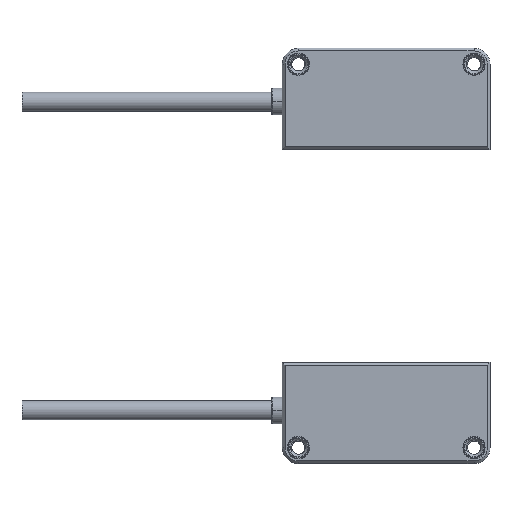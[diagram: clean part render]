
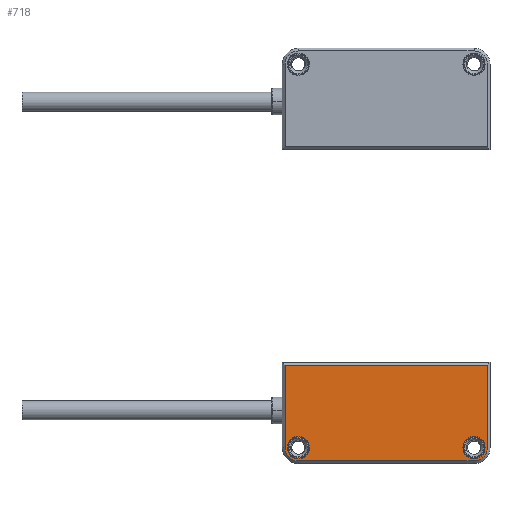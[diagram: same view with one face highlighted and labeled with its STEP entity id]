
A CAD part, top view. The second image highlights one B-rep face of the part: STEP entity #718.
In plain terms, the highlighted planar face has unit normal (0, 0, 1).
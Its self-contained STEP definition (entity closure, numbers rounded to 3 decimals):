
#55=CARTESIAN_POINT('',(-16.5,-6.5,3.));
#56=DIRECTION('',(0.,0.,-1.));
#57=DIRECTION('',(1.,0.,0.));
#58=AXIS2_PLACEMENT_3D('',#55,#56,#57);
#60=CARTESIAN_POINT('',(-16.5,-6.5,3.));
#61=DIRECTION('',(0.,0.,-1.));
#62=DIRECTION('',(-1.,0.,0.));
#63=AXIS2_PLACEMENT_3D('',#60,#61,#62);
#65=CARTESIAN_POINT('',(16.5,-6.5,3.));
#66=DIRECTION('',(0.,0.,-1.));
#67=DIRECTION('',(1.,0.,0.));
#68=AXIS2_PLACEMENT_3D('',#65,#66,#67);
#70=CARTESIAN_POINT('',(16.5,-6.5,3.));
#71=DIRECTION('',(0.,0.,-1.));
#72=DIRECTION('',(-1.,0.,0.));
#73=AXIS2_PLACEMENT_3D('',#70,#71,#72);
#75=DIRECTION('',(0.,1.,0.));
#76=VECTOR('',#75,15.5);
#77=CARTESIAN_POINT('',(19.,-6.5,3.));
#78=LINE('',#77,#76);
#79=CARTESIAN_POINT('',(16.5,-6.5,3.));
#80=DIRECTION('',(0.,0.,1.));
#81=DIRECTION('',(0.,-1.,0.));
#82=AXIS2_PLACEMENT_3D('',#79,#80,#81);
#84=DIRECTION('',(1.,0.,0.));
#85=VECTOR('',#84,33.);
#86=CARTESIAN_POINT('',(-16.5,-9.,3.));
#87=LINE('',#86,#85);
#88=CARTESIAN_POINT('',(-16.5,-6.5,3.));
#89=DIRECTION('',(0.,0.,1.));
#90=DIRECTION('',(-1.,0.,0.));
#91=AXIS2_PLACEMENT_3D('',#88,#89,#90);
#93=DIRECTION('',(0.,-1.,0.));
#94=VECTOR('',#93,15.5);
#95=CARTESIAN_POINT('',(-19.,9.,3.));
#96=LINE('',#95,#94);
#97=DIRECTION('',(-1.,0.,0.));
#98=VECTOR('',#97,38.);
#99=CARTESIAN_POINT('',(19.,9.,3.));
#100=LINE('',#99,#98);
#497=CARTESIAN_POINT('',(-14.6,-6.5,3.));
#498=CARTESIAN_POINT('',(-18.4,-6.5,3.));
#499=VERTEX_POINT('',#497);
#500=VERTEX_POINT('',#498);
#501=CARTESIAN_POINT('',(18.4,-6.5,3.));
#502=CARTESIAN_POINT('',(14.6,-6.5,3.));
#503=VERTEX_POINT('',#501);
#504=VERTEX_POINT('',#502);
#531=CARTESIAN_POINT('',(19.,-6.5,3.));
#532=CARTESIAN_POINT('',(19.,9.,3.));
#533=VERTEX_POINT('',#531);
#534=VERTEX_POINT('',#532);
#535=CARTESIAN_POINT('',(16.5,-9.,3.));
#536=VERTEX_POINT('',#535);
#539=CARTESIAN_POINT('',(-16.5,-9.,3.));
#540=VERTEX_POINT('',#539);
#543=CARTESIAN_POINT('',(-19.,-6.5,3.));
#544=VERTEX_POINT('',#543);
#547=CARTESIAN_POINT('',(-19.,9.,3.));
#548=VERTEX_POINT('',#547);
#689=CARTESIAN_POINT('',(0.,0.,3.));
#690=DIRECTION('',(0.,0.,1.));
#691=DIRECTION('',(1.,0.,0.));
#692=AXIS2_PLACEMENT_3D('',#689,#690,#691);
#693=PLANE('',#692);
#695=ORIENTED_EDGE('',*,*,#694,.F.);
#697=ORIENTED_EDGE('',*,*,#696,.F.);
#699=ORIENTED_EDGE('',*,*,#698,.F.);
#701=ORIENTED_EDGE('',*,*,#700,.F.);
#703=ORIENTED_EDGE('',*,*,#702,.F.);
#705=ORIENTED_EDGE('',*,*,#704,.F.);
#706=EDGE_LOOP('',(#695,#697,#699,#701,#703,#705));
#707=FACE_OUTER_BOUND('',#706,.F.);
#709=ORIENTED_EDGE('',*,*,#708,.F.);
#711=ORIENTED_EDGE('',*,*,#710,.F.);
#712=EDGE_LOOP('',(#709,#711));
#713=FACE_BOUND('',#712,.F.);
#714=ORIENTED_EDGE('',*,*,#669,.F.);
#715=ORIENTED_EDGE('',*,*,#683,.F.);
#716=EDGE_LOOP('',(#714,#715));
#717=FACE_BOUND('',#716,.F.);
#718=ADVANCED_FACE('',(#707,#713,#717),#693,.T.);
#59=CIRCLE('',#58,1.9);
#64=CIRCLE('',#63,1.9);
#69=CIRCLE('',#68,1.9);
#74=CIRCLE('',#73,1.9);
#83=CIRCLE('',#82,2.5);
#92=CIRCLE('',#91,2.5);
#669=EDGE_CURVE('',#499,#500,#59,.T.);
#683=EDGE_CURVE('',#500,#499,#64,.T.);
#694=EDGE_CURVE('',#533,#534,#78,.T.);
#696=EDGE_CURVE('',#536,#533,#83,.T.);
#698=EDGE_CURVE('',#540,#536,#87,.T.);
#700=EDGE_CURVE('',#544,#540,#92,.T.);
#702=EDGE_CURVE('',#548,#544,#96,.T.);
#704=EDGE_CURVE('',#534,#548,#100,.T.);
#708=EDGE_CURVE('',#503,#504,#69,.T.);
#710=EDGE_CURVE('',#504,#503,#74,.T.);
